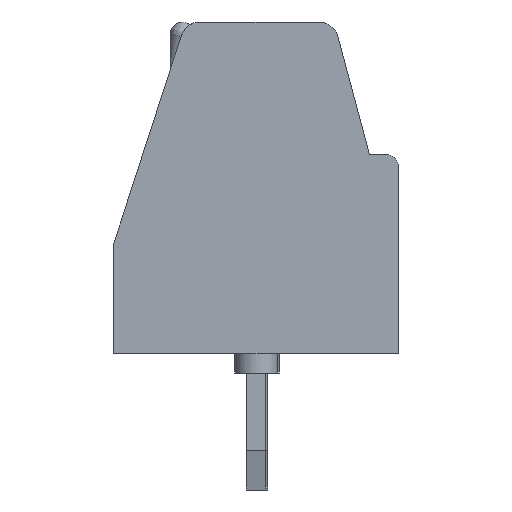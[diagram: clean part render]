
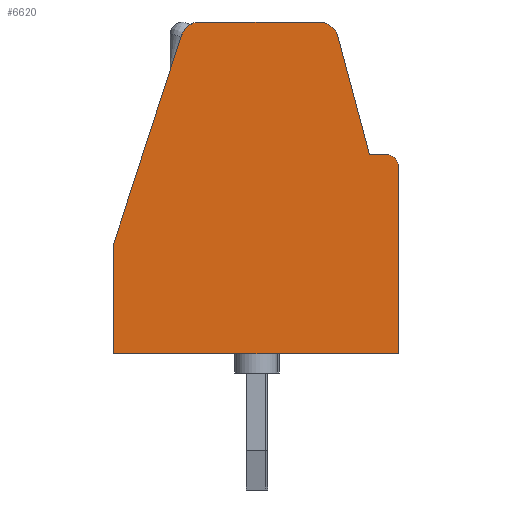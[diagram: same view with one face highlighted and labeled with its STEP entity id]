
A CAD part, left-side view. The second image highlights one B-rep face of the part: STEP entity #6620.
In plain terms, the highlighted planar face has unit normal (-1, 0, 0).
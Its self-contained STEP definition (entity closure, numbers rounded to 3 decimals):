
#177=LINE('',#9652,#896);
#178=LINE('',#9656,#897);
#179=LINE('',#9658,#898);
#180=LINE('',#9662,#899);
#181=LINE('',#9666,#900);
#182=LINE('',#9668,#901);
#183=LINE('',#9669,#902);
#896=VECTOR('',#7708,4.8);
#897=VECTOR('',#7711,0.439);
#898=VECTOR('',#7712,3.136);
#899=VECTOR('',#7715,3.053);
#900=VECTOR('',#7718,5.623);
#901=VECTOR('',#7719,2.806);
#902=VECTOR('',#7720,7.3);
#1739=FACE_OUTER_BOUND('',#2157,.T.);
#2157=EDGE_LOOP('',(#4404,#4405,#4406,#4407,#4408,#4409,#4410,#4411,#4412,
#4413));
#2621=CIRCLE('',#7080,0.3);
#2622=CIRCLE('',#7081,0.5);
#2623=CIRCLE('',#7082,0.5);
#2795=VERTEX_POINT('',#9650);
#2796=VERTEX_POINT('',#9651);
#2797=VERTEX_POINT('',#9653);
#2798=VERTEX_POINT('',#9655);
#2799=VERTEX_POINT('',#9657);
#2800=VERTEX_POINT('',#9659);
#2801=VERTEX_POINT('',#9661);
#2802=VERTEX_POINT('',#9663);
#2803=VERTEX_POINT('',#9665);
#2804=VERTEX_POINT('',#9667);
#3453=EDGE_CURVE('',#2795,#2796,#177,.T.);
#3454=EDGE_CURVE('',#2797,#2795,#2621,.T.);
#3455=EDGE_CURVE('',#2798,#2797,#178,.T.);
#3456=EDGE_CURVE('',#2799,#2798,#179,.T.);
#3457=EDGE_CURVE('',#2800,#2799,#2622,.T.);
#3458=EDGE_CURVE('',#2801,#2800,#180,.T.);
#3459=EDGE_CURVE('',#2802,#2801,#2623,.T.);
#3460=EDGE_CURVE('',#2803,#2802,#181,.T.);
#3461=EDGE_CURVE('',#2804,#2803,#182,.T.);
#3462=EDGE_CURVE('',#2796,#2804,#183,.T.);
#4404=ORIENTED_EDGE('',*,*,#3453,.F.);
#4405=ORIENTED_EDGE('',*,*,#3454,.F.);
#4406=ORIENTED_EDGE('',*,*,#3455,.F.);
#4407=ORIENTED_EDGE('',*,*,#3456,.F.);
#4408=ORIENTED_EDGE('',*,*,#3457,.F.);
#4409=ORIENTED_EDGE('',*,*,#3458,.F.);
#4410=ORIENTED_EDGE('',*,*,#3459,.F.);
#4411=ORIENTED_EDGE('',*,*,#3460,.F.);
#4412=ORIENTED_EDGE('',*,*,#3461,.F.);
#4413=ORIENTED_EDGE('',*,*,#3462,.F.);
#6295=PLANE('',#7079);
#6620=ADVANCED_FACE('',(#1739),#6295,.F.);
#7079=AXIS2_PLACEMENT_3D('',#9649,#7706,#7707);
#7080=AXIS2_PLACEMENT_3D('',#9654,#7709,#7710);
#7081=AXIS2_PLACEMENT_3D('',#9660,#7713,#7714);
#7082=AXIS2_PLACEMENT_3D('',#9664,#7716,#7717);
#7706=DIRECTION('center_axis',(1.,0.,0.));
#7707=DIRECTION('ref_axis',(0.,1.,0.));
#7708=DIRECTION('',(0.,0.,-1.));
#7709=DIRECTION('center_axis',(1.,0.,0.));
#7710=DIRECTION('ref_axis',(0.,1.,0.));
#7711=DIRECTION('',(0.,-1.,0.));
#7712=DIRECTION('',(0.,-0.259,-0.966));
#7713=DIRECTION('center_axis',(1.,0.,0.));
#7714=DIRECTION('ref_axis',(0.,1.,0.));
#7715=DIRECTION('',(0.,-1.,0.));
#7716=DIRECTION('center_axis',(1.,0.,0.));
#7717=DIRECTION('ref_axis',(0.,1.,0.));
#7718=DIRECTION('',(0.,-0.309,0.951));
#7719=DIRECTION('',(0.,0.,1.));
#7720=DIRECTION('',(0.,1.,0.));
#9649=CARTESIAN_POINT('Origin',(-17.145,31.355,-20.821));
#9650=CARTESIAN_POINT('',(-17.145,-3.6,4.8));
#9651=CARTESIAN_POINT('',(-17.145,-3.6,0.));
#9652=CARTESIAN_POINT('',(-17.145,-3.6,-43.475));
#9653=CARTESIAN_POINT('',(-17.145,-3.3,5.1));
#9654=CARTESIAN_POINT('Origin',(-17.145,-3.3,4.8));
#9655=CARTESIAN_POINT('',(-17.145,-2.861,5.1));
#9656=CARTESIAN_POINT('',(-17.145,-53.147,5.1));
#9657=CARTESIAN_POINT('',(-17.145,-2.049,8.129));
#9658=CARTESIAN_POINT('',(-17.145,-15.877,-43.475));
#9659=CARTESIAN_POINT('',(-17.145,-1.566,8.5));
#9660=CARTESIAN_POINT('Origin',(-17.145,-1.566,8.));
#9661=CARTESIAN_POINT('',(-17.145,1.487,8.5));
#9662=CARTESIAN_POINT('',(-17.145,-53.147,8.5));
#9663=CARTESIAN_POINT('',(-17.145,1.962,8.155));
#9664=CARTESIAN_POINT('Origin',(-17.145,1.487,8.));
#9665=CARTESIAN_POINT('',(-17.145,3.7,2.806));
#9666=CARTESIAN_POINT('',(-17.145,18.738,-43.475));
#9667=CARTESIAN_POINT('',(-17.145,3.7,0.));
#9668=CARTESIAN_POINT('',(-17.145,3.7,-43.475));
#9669=CARTESIAN_POINT('',(-17.145,-53.147,0.));
